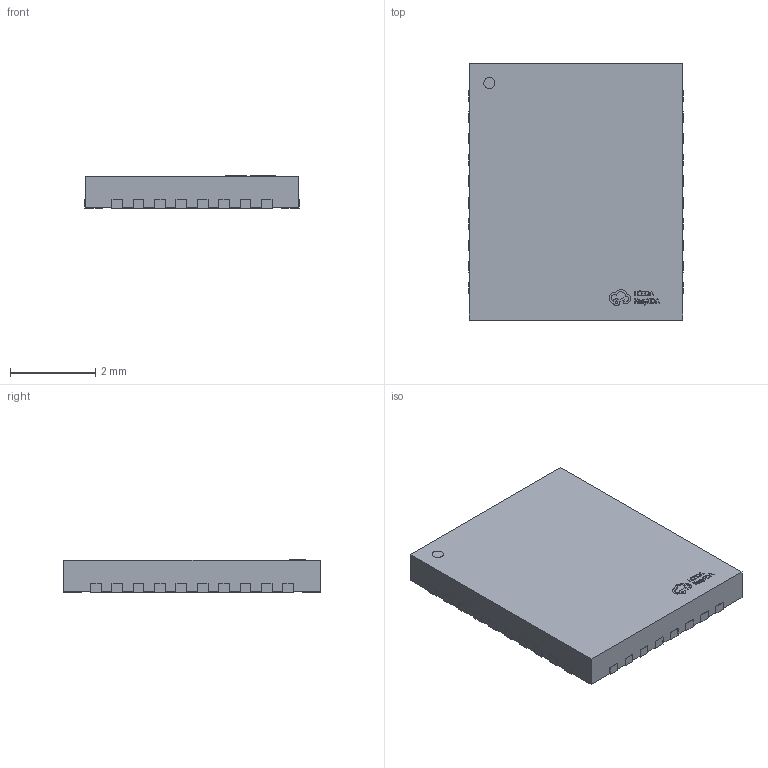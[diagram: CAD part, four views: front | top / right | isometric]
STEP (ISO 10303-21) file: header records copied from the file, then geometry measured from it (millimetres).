
FILE_DESCRIPTION (( 'STEP AP214' ), '1' );
FILE_NAME ('TQFN-36_L6.0-W5.0-P0.50-BL-EP-1.step', '2022-07-15T03:57:16', ( '' ), ( '' ), 'SwSTEP 2.0', 'SolidWorks 2020', '' );
FILE_SCHEMA (( 'AUTOMOTIVE_DESIGN' ));
Length unit declared in the file: millimetre
Products named in the file (1): TQFN-36_L6.0-W5.0-P0.50-BL-EP-1
Bounding box: 5.02 x 6.02 x 0.75 mm (x, y, z)
Volume: 22.3 mm3; surface area: 78.9 mm2
Topology: 14 solids, 14 shells, 531 faces, 1482 edges, 988 vertices
Faces by surface type: plane 370, bspline 112, cylinder 49
Entity records: 24102 total; most frequent: CARTESIAN_POINT 5106, ORIENTED_EDGE 2964, DIRECTION 2192, EDGE_CURVE 1482, LINE 1156, VECTOR 1156, VERTEX_POINT 988, EDGE_LOOP 552
